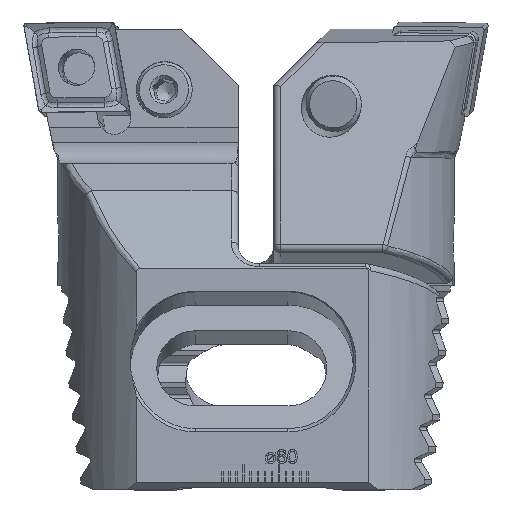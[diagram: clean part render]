
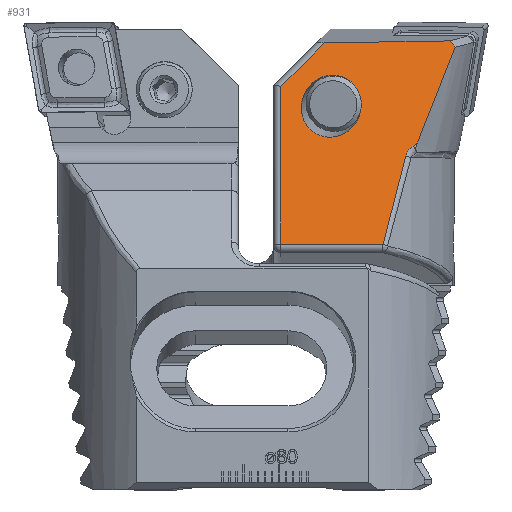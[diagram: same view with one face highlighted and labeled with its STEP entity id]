
A CAD part, top view. The second image highlights one B-rep face of the part: STEP entity #931.
In plain terms, the highlighted face is planar.
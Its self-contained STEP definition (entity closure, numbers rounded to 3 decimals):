
#174 = ORIENTED_EDGE ( 'NONE', *, *, #6355, .T. ) ;
#186 = CARTESIAN_POINT ( 'NONE',  ( 10.593, -17.341, -17.233 ) ) ;
#378 = FACE_OUTER_BOUND ( 'NONE', #2947, .T. ) ;
#533 = B_SPLINE_CURVE_WITH_KNOTS ( 'NONE', 3,
 ( #13919, #6011, #7518, #735 ),
 .UNSPECIFIED., .F., .F.,
 ( 4, 4 ),
 ( 0., 1. ),
 .UNSPECIFIED. ) ;
#735 = CARTESIAN_POINT ( 'NONE',  ( 5.483, -2.504, -13.258 ) ) ;
#745 = VECTOR ( 'NONE', #16108, 1000. ) ;
#838 = ORIENTED_EDGE ( 'NONE', *, *, #1812, .T. ) ;
#931 = ADVANCED_FACE ( 'NONE', ( #378, #13756 ), #7209, .F. ) ;
#1179 = CARTESIAN_POINT ( 'NONE',  ( 4.665, -3.366, -13.489 ) ) ;
#1283 = CARTESIAN_POINT ( 'NONE',  ( 11.631, -18.755, -17.612 ) ) ;
#1358 = VECTOR ( 'NONE', #2285, 1000. ) ;
#1812 = EDGE_CURVE ( 'NONE', #4899, #6275, #5450, .T. ) ;
#2102 = VERTEX_POINT ( 'NONE', #5991 ) ;
#2238 = EDGE_CURVE ( 'NONE', #15799, #3929, #7091, .T. ) ;
#2285 = DIRECTION ( 'NONE',  ( 0., -0.966, -0.259 ) ) ;
#2532 = CARTESIAN_POINT ( 'NONE',  ( 11.419, -18.204, -17.464 ) ) ;
#2806 = CARTESIAN_POINT ( 'NONE',  ( 10.182, -17.057, -17.157 ) ) ;
#2860 = CARTESIAN_POINT ( 'NONE',  ( 20.718, -7.528, -14.604 ) ) ;
#2910 = CARTESIAN_POINT ( 'NONE',  ( 9.977, -16.913, -17.119 ) ) ;
#2947 = EDGE_LOOP ( 'NONE', ( #12097, #15069, #4979, #15342, #174, #838, #16708, #13431, #11767 ) ) ;
#3076 = B_SPLINE_CURVE_WITH_KNOTS ( 'NONE', 3,
 ( #9134, #6428, #15456, #9021, #2532, #3859, #12908, #1283 ),
 .UNSPECIFIED., .F., .F.,
 ( 4, 2, 2, 4 ),
 ( 0., 0.001, 0.001, 0.002 ),
 .UNSPECIFIED. ) ;
#3365 = AXIS2_PLACEMENT_3D ( 'NONE', #4703, #8391, #12277 ) ;
#3560 = EDGE_CURVE ( 'NONE', #6275, #16285, #10484, .T. ) ;
#3838 = LINE ( 'NONE', #5818, #745 ) ;
#3859 = CARTESIAN_POINT ( 'NONE',  ( 11.549, -18.47, -17.536 ) ) ;
#3929 = VERTEX_POINT ( 'NONE', #5844 ) ;
#4463 = DIRECTION ( 'NONE',  ( -1., 0., 0. ) ) ;
#4473 = VERTEX_POINT ( 'NONE', #12883 ) ;
#4703 = CARTESIAN_POINT ( 'NONE',  ( 65.15, -0.912, -12.831 ) ) ;
#4800 = DIRECTION ( 'NONE',  ( 0.695, -0.695, -0.186 ) ) ;
#4899 = VERTEX_POINT ( 'NONE', #16717 ) ;
#4979 = ORIENTED_EDGE ( 'NONE', *, *, #8673, .F. ) ;
#5450 = LINE ( 'NONE', #12216, #16165 ) ;
#5668 = LINE ( 'NONE', #13781, #1358 ) ;
#5818 = CARTESIAN_POINT ( 'NONE',  ( 65.108, -3.426, -13.505 ) ) ;
#5844 = CARTESIAN_POINT ( 'NONE',  ( 9.977, -16.913, -17.119 ) ) ;
#5915 = CARTESIAN_POINT ( 'NONE',  ( 14.836, -31.179, -20.941 ) ) ;
#5991 = CARTESIAN_POINT ( 'NONE',  ( 5.483, -2.504, -13.258 ) ) ;
#6011 = CARTESIAN_POINT ( 'NONE',  ( 4.938, -3.078, -13.412 ) ) ;
#6275 = VERTEX_POINT ( 'NONE', #15137 ) ;
#6355 = EDGE_CURVE ( 'NONE', #4473, #4899, #5668, .T. ) ;
#6428 = CARTESIAN_POINT ( 'NONE',  ( 10.844, -17.514, -17.28 ) ) ;
#6630 = VECTOR ( 'NONE', #4800, 1000. ) ;
#6634 =( BOUNDED_CURVE ( )  B_SPLINE_CURVE ( 3, ( #2860, #8277, #10880, #7295, #16189, #14331, #15117 ),
 .UNSPECIFIED., .T., .F. ) 
 B_SPLINE_CURVE_WITH_KNOTS ( ( 4, 3, 4 ),
 ( 0., 3.142, 6.283 ),
 .UNSPECIFIED. ) 
 CURVE ( )  GEOMETRIC_REPRESENTATION_ITEM ( )  RATIONAL_B_SPLINE_CURVE ( ( 1., 0.333, 0.333, 1., 0.333, 0.333, 1. ) ) 
 REPRESENTATION_ITEM ( '' )  );
#7091 = B_SPLINE_CURVE_WITH_KNOTS ( 'NONE', 3,
 ( #186, #11930, #2806, #2910 ),
 .UNSPECIFIED., .F., .F.,
 ( 4, 4 ),
 ( 0., 0.001 ),
 .UNSPECIFIED. ) ;
#7209 = PLANE ( 'NONE',  #3365 ) ;
#7295 = CARTESIAN_POINT ( 'NONE',  ( 23.536, -15.917, -16.852 ) ) ;
#7518 = CARTESIAN_POINT ( 'NONE',  ( 5.211, -2.791, -13.335 ) ) ;
#7676 = CARTESIAN_POINT ( 'NONE',  ( 6.387, -8.107, -14.759 ) ) ;
#7900 = CARTESIAN_POINT ( 'NONE',  ( 9.977, -16.913, -17.119 ) ) ;
#8277 = CARTESIAN_POINT ( 'NONE',  ( 28.708, -5.024, -13.933 ) ) ;
#8391 = DIRECTION ( 'NONE',  ( 0., -0.259, 0.966 ) ) ;
#8511 = CARTESIAN_POINT ( 'NONE',  ( 12.601, -23.24, -18.814 ) ) ;
#8518 = CARTESIAN_POINT ( 'NONE',  ( 10.593, -17.341, -17.233 ) ) ;
#8673 = EDGE_CURVE ( 'NONE', #16024, #2102, #3838, .T. ) ;
#8733 = EDGE_LOOP ( 'NONE', ( #16676 ) ) ;
#8766 = VERTEX_POINT ( 'NONE', #15316 ) ;
#8855 = EDGE_CURVE ( 'NONE', #8766, #8766, #6634, .T. ) ;
#9021 = CARTESIAN_POINT ( 'NONE',  ( 11.339, -18.075, -17.43 ) ) ;
#9134 = CARTESIAN_POINT ( 'NONE',  ( 10.593, -17.341, -17.233 ) ) ;
#9695 =( BOUNDED_CURVE ( )  B_SPLINE_CURVE ( 3, ( #7900, #14109, #7676, #1179 ),
 .UNSPECIFIED., .F., .T. ) 
 B_SPLINE_CURVE_WITH_KNOTS ( ( 4, 4 ),
 ( 4.11, 4.265 ),
 .UNSPECIFIED. ) 
 CURVE ( )  GEOMETRIC_REPRESENTATION_ITEM ( )  RATIONAL_B_SPLINE_CURVE ( ( 1., 0.998, 0.998, 1. ) ) 
 REPRESENTATION_ITEM ( '' )  );
#9859 = EDGE_CURVE ( 'NONE', #11671, #2102, #533, .T. ) ;
#9939 = CARTESIAN_POINT ( 'NONE',  ( 13.672, -27.392, -19.926 ) ) ;
#10075 = LINE ( 'NONE', #11200, #6630 ) ;
#10484 =( BOUNDED_CURVE ( )  B_SPLINE_CURVE ( 3, ( #5915, #9939, #8511, #11163 ),
 .UNSPECIFIED., .F., .T. ) 
 B_SPLINE_CURVE_WITH_KNOTS ( ( 4, 4 ),
 ( 3.859, 4.033 ),
 .UNSPECIFIED. ) 
 CURVE ( )  GEOMETRIC_REPRESENTATION_ITEM ( )  RATIONAL_B_SPLINE_CURVE ( ( 1., 0.997, 0.997, 1. ) ) 
 REPRESENTATION_ITEM ( '' )  );
#10880 = CARTESIAN_POINT ( 'NONE',  ( 31.526, -13.412, -16.18 ) ) ;
#11163 = CARTESIAN_POINT ( 'NONE',  ( 11.631, -18.755, -17.612 ) ) ;
#11200 = CARTESIAN_POINT ( 'NONE',  ( 42.425, -22.115, -18.512 ) ) ;
#11671 = VERTEX_POINT ( 'NONE', #14701 ) ;
#11767 = ORIENTED_EDGE ( 'NONE', *, *, #2238, .T. ) ;
#11930 = CARTESIAN_POINT ( 'NONE',  ( 10.387, -17.199, -17.195 ) ) ;
#12097 = ORIENTED_EDGE ( 'NONE', *, *, #13320, .T. ) ;
#12216 = CARTESIAN_POINT ( 'NONE',  ( 65.15, -31.179, -20.941 ) ) ;
#12275 = CARTESIAN_POINT ( 'NONE',  ( 11.631, -18.755, -17.612 ) ) ;
#12277 = DIRECTION ( 'NONE',  ( 0., -0.966, -0.259 ) ) ;
#12299 = EDGE_CURVE ( 'NONE', #15799, #16285, #3076, .T. ) ;
#12567 = EDGE_CURVE ( 'NONE', #16024, #4473, #10075, .T. ) ;
#12883 = CARTESIAN_POINT ( 'NONE',  ( 29.25, -8.939, -14.982 ) ) ;
#12908 = CARTESIAN_POINT ( 'NONE',  ( 11.599, -18.609, -17.573 ) ) ;
#13320 = EDGE_CURVE ( 'NONE', #3929, #11671, #9695, .T. ) ;
#13431 = ORIENTED_EDGE ( 'NONE', *, *, #12299, .F. ) ;
#13756 = FACE_BOUND ( 'NONE', #8733, .T. ) ;
#13781 = CARTESIAN_POINT ( 'NONE',  ( 29.25, -0.912, -12.831 ) ) ;
#13919 = CARTESIAN_POINT ( 'NONE',  ( 4.665, -3.366, -13.489 ) ) ;
#14109 = CARTESIAN_POINT ( 'NONE',  ( 8.161, -12.632, -15.972 ) ) ;
#14331 = CARTESIAN_POINT ( 'NONE',  ( 12.728, -10.033, -15.275 ) ) ;
#14701 = CARTESIAN_POINT ( 'NONE',  ( 4.665, -3.366, -13.489 ) ) ;
#15069 = ORIENTED_EDGE ( 'NONE', *, *, #9859, .T. ) ;
#15117 = CARTESIAN_POINT ( 'NONE',  ( 20.718, -7.528, -14.604 ) ) ;
#15137 = CARTESIAN_POINT ( 'NONE',  ( 14.836, -31.179, -20.941 ) ) ;
#15316 = CARTESIAN_POINT ( 'NONE',  ( 20.718, -7.528, -14.604 ) ) ;
#15342 = ORIENTED_EDGE ( 'NONE', *, *, #12567, .T. ) ;
#15456 = CARTESIAN_POINT ( 'NONE',  ( 11.067, -17.719, -17.335 ) ) ;
#15799 = VERTEX_POINT ( 'NONE', #8518 ) ;
#16024 = VERTEX_POINT ( 'NONE', #16823 ) ;
#16108 = DIRECTION ( 'NONE',  ( -1., 0.015, 0.004 ) ) ;
#16165 = VECTOR ( 'NONE', #4463, 1000. ) ;
#16189 = CARTESIAN_POINT ( 'NONE',  ( 15.547, -18.421, -17.523 ) ) ;
#16285 = VERTEX_POINT ( 'NONE', #12275 ) ;
#16676 = ORIENTED_EDGE ( 'NONE', *, *, #8855, .F. ) ;
#16708 = ORIENTED_EDGE ( 'NONE', *, *, #3560, .T. ) ;
#16717 = CARTESIAN_POINT ( 'NONE',  ( 29.25, -31.179, -20.941 ) ) ;
#16823 = CARTESIAN_POINT ( 'NONE',  ( 23.087, -2.776, -13.331 ) ) ;
